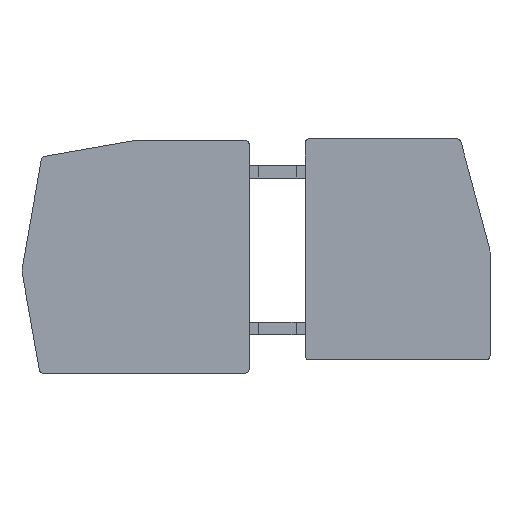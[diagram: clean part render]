
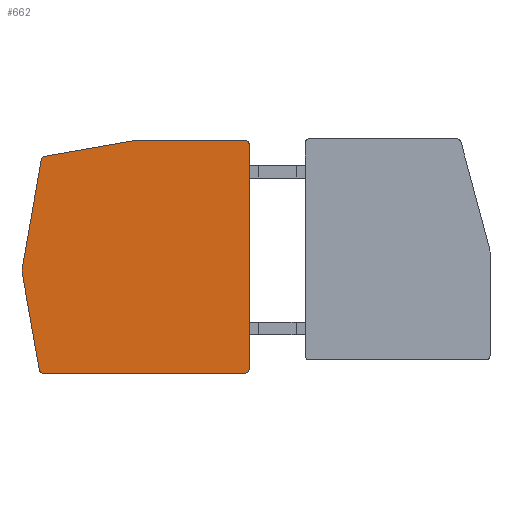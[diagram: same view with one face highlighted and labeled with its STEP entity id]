
A CAD part, top view. The second image highlights one B-rep face of the part: STEP entity #662.
In plain terms, the highlighted planar face has unit normal (0, 0, 1).
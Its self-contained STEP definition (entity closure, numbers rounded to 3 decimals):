
#1=CARTESIAN_POINT('',(-17.095,-1.7,1.5));
#2=DIRECTION('',(0.,0.,1.));
#3=DIRECTION('',(0.,1.,0.));
#4=AXIS2_PLACEMENT_3D('',#1,#2,#3);
#6=DIRECTION('',(-1.,0.,0.));
#7=VECTOR('',#6,13.195);
#8=CARTESIAN_POINT('',(-3.9,-0.2,1.5));
#9=LINE('',#8,#7);
#10=CARTESIAN_POINT('',(-3.9,-0.7,1.5));
#11=DIRECTION('',(0.,0.,1.));
#12=DIRECTION('',(1.,0.,0.));
#13=AXIS2_PLACEMENT_3D('',#10,#11,#12);
#15=DIRECTION('',(0.,1.,0.));
#16=VECTOR('',#15,27.2);
#17=CARTESIAN_POINT('',(-3.4,-27.9,1.5));
#18=LINE('',#17,#16);
#19=CARTESIAN_POINT('',(-3.9,-27.9,1.5));
#20=DIRECTION('',(0.,0.,1.));
#21=DIRECTION('',(0.,-1.,0.));
#22=AXIS2_PLACEMENT_3D('',#19,#20,#21);
#24=DIRECTION('',(1.,0.,0.));
#25=VECTOR('',#24,24.441);
#26=CARTESIAN_POINT('',(-28.341,-28.4,1.5));
#27=LINE('',#26,#25);
#28=CARTESIAN_POINT('',(-28.341,-27.9,1.5));
#29=DIRECTION('',(0.,0.,1.));
#30=DIRECTION('',(-0.985,-0.174,0.));
#31=AXIS2_PLACEMENT_3D('',#28,#29,#30);
#33=DIRECTION('',(0.174,-0.985,0.));
#34=VECTOR('',#33,11.929);
#35=CARTESIAN_POINT('',(-30.904,-16.239,1.5));
#36=LINE('',#35,#34);
#37=CARTESIAN_POINT('',(-29.427,-15.979,1.5));
#38=DIRECTION('',(0.,0.,1.));
#39=DIRECTION('',(-0.985,0.174,0.));
#40=AXIS2_PLACEMENT_3D('',#37,#38,#39);
#42=DIRECTION('',(-0.174,-0.985,0.));
#43=VECTOR('',#42,13.385);
#44=CARTESIAN_POINT('',(-28.58,-2.536,1.5));
#45=LINE('',#44,#43);
#46=CARTESIAN_POINT('',(-28.088,-2.623,1.5));
#47=DIRECTION('',(0.,0.,1.));
#48=DIRECTION('',(-0.174,0.985,0.));
#49=AXIS2_PLACEMENT_3D('',#46,#47,#48);
#51=DIRECTION('',(-0.985,-0.174,0.));
#52=VECTOR('',#51,10.986);
#53=CARTESIAN_POINT('',(-17.356,-0.223,1.5));
#54=LINE('',#53,#52);
#575=CARTESIAN_POINT('',(-17.095,-0.2,1.5));
#576=CARTESIAN_POINT('',(-17.356,-0.223,1.5));
#577=VERTEX_POINT('',#575);
#578=VERTEX_POINT('',#576);
#579=CARTESIAN_POINT('',(-28.175,-2.13,1.5));
#580=VERTEX_POINT('',#579);
#581=CARTESIAN_POINT('',(-28.58,-2.536,1.5));
#582=VERTEX_POINT('',#581);
#583=CARTESIAN_POINT('',(-30.904,-15.718,1.5));
#584=VERTEX_POINT('',#583);
#585=CARTESIAN_POINT('',(-30.904,-16.239,1.5));
#586=VERTEX_POINT('',#585);
#587=CARTESIAN_POINT('',(-28.833,-27.987,1.5));
#588=VERTEX_POINT('',#587);
#589=CARTESIAN_POINT('',(-28.341,-28.4,1.5));
#590=VERTEX_POINT('',#589);
#591=CARTESIAN_POINT('',(-3.9,-28.4,1.5));
#592=VERTEX_POINT('',#591);
#593=CARTESIAN_POINT('',(-3.4,-27.9,1.5));
#594=VERTEX_POINT('',#593);
#595=CARTESIAN_POINT('',(-3.4,-0.7,1.5));
#596=VERTEX_POINT('',#595);
#597=CARTESIAN_POINT('',(-3.9,-0.2,1.5));
#598=VERTEX_POINT('',#597);
#631=CARTESIAN_POINT('',(-3.4,0.,1.5));
#632=DIRECTION('',(0.,0.,1.));
#633=DIRECTION('',(1.,0.,0.));
#634=AXIS2_PLACEMENT_3D('',#631,#632,#633);
#635=PLANE('',#634);
#637=ORIENTED_EDGE('',*,*,#636,.F.);
#639=ORIENTED_EDGE('',*,*,#638,.F.);
#641=ORIENTED_EDGE('',*,*,#640,.F.);
#643=ORIENTED_EDGE('',*,*,#642,.F.);
#645=ORIENTED_EDGE('',*,*,#644,.F.);
#647=ORIENTED_EDGE('',*,*,#646,.F.);
#649=ORIENTED_EDGE('',*,*,#648,.F.);
#651=ORIENTED_EDGE('',*,*,#650,.F.);
#653=ORIENTED_EDGE('',*,*,#652,.F.);
#655=ORIENTED_EDGE('',*,*,#654,.F.);
#657=ORIENTED_EDGE('',*,*,#656,.F.);
#659=ORIENTED_EDGE('',*,*,#658,.F.);
#660=EDGE_LOOP('',(#637,#639,#641,#643,#645,#647,#649,#651,#653,#655,#657,
#659));
#661=FACE_OUTER_BOUND('',#660,.F.);
#662=ADVANCED_FACE('',(#661),#635,.T.);
#5=CIRCLE('',#4,1.5);
#14=CIRCLE('',#13,0.5);
#23=CIRCLE('',#22,0.5);
#32=CIRCLE('',#31,0.5);
#41=CIRCLE('',#40,1.5);
#50=CIRCLE('',#49,0.5);
#636=EDGE_CURVE('',#577,#578,#5,.T.);
#638=EDGE_CURVE('',#598,#577,#9,.T.);
#640=EDGE_CURVE('',#596,#598,#14,.T.);
#642=EDGE_CURVE('',#594,#596,#18,.T.);
#644=EDGE_CURVE('',#592,#594,#23,.T.);
#646=EDGE_CURVE('',#590,#592,#27,.T.);
#648=EDGE_CURVE('',#588,#590,#32,.T.);
#650=EDGE_CURVE('',#586,#588,#36,.T.);
#652=EDGE_CURVE('',#584,#586,#41,.T.);
#654=EDGE_CURVE('',#582,#584,#45,.T.);
#656=EDGE_CURVE('',#580,#582,#50,.T.);
#658=EDGE_CURVE('',#578,#580,#54,.T.);
